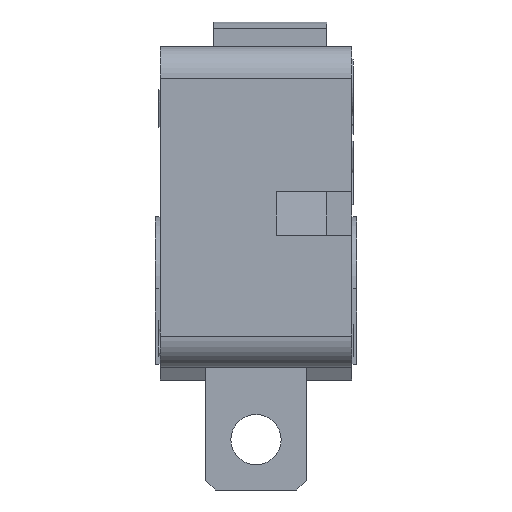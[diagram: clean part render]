
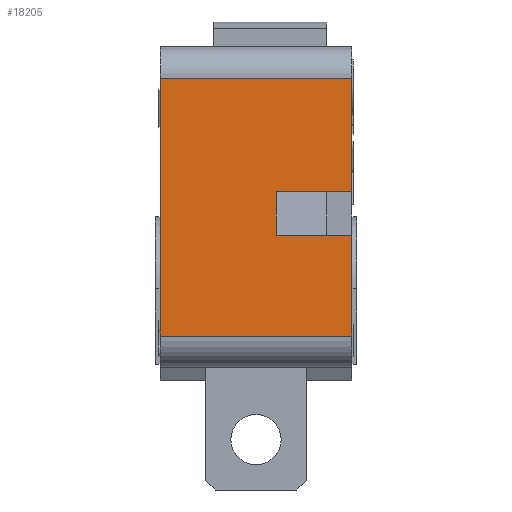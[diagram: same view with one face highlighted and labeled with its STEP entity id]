
A CAD part, left-side view. The second image highlights one B-rep face of the part: STEP entity #18205.
In plain terms, the highlighted planar face has unit normal (-1, 0, 0).
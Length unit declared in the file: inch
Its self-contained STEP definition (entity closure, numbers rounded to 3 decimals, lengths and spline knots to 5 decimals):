
#1112=CARTESIAN_POINT('',(-0.20079,-0.24016,0.12205));
#1113=VERTEX_POINT('',#1112);
#1120=CARTESIAN_POINT('',(-0.20079,-0.14567,0.12205));
#1121=VERTEX_POINT('',#1120);
#1122=CARTESIAN_POINT('',(-0.20079,-0.14567,0.12205));
#1123=DIRECTION('',(0.0,-1.0,0.0));
#1124=VECTOR('',#1123,0.09449);
#1125=LINE('',#1122,#1124);
#1126=EDGE_CURVE('',#1121,#1113,#1125,.T.);
#14785=CARTESIAN_POINT('',(-0.20079,-0.24016,0.06693));
#14786=VERTEX_POINT('',#14785);
#14793=CARTESIAN_POINT('',(-0.20079,-0.24016,-0.05906));
#14794=VERTEX_POINT('',#14793);
#14795=CARTESIAN_POINT('',(-0.20079,-0.24016,-0.05906));
#14796=DIRECTION('',(0.0,0.0,1.0));
#14797=VECTOR('',#14796,0.12598);
#14798=LINE('',#14795,#14797);
#14799=EDGE_CURVE('',#14794,#14786,#14798,.T.);
#14955=CARTESIAN_POINT('',(-0.20079,-0.24016,0.26378));
#14956=VERTEX_POINT('',#14955);
#14964=CARTESIAN_POINT('',(-0.20079,-0.24016,0.12205));
#14965=DIRECTION('',(0.0,0.0,1.0));
#14966=VECTOR('',#14965,0.14173);
#14967=LINE('',#14964,#14966);
#14968=EDGE_CURVE('',#1113,#14956,#14967,.T.);
#15718=CARTESIAN_POINT('',(-0.20079,-0.14567,0.06693));
#15719=VERTEX_POINT('',#15718);
#15728=CARTESIAN_POINT('',(-0.20079,-0.24016,0.06693));
#15729=DIRECTION('',(0.0,1.0,0.0));
#15730=VECTOR('',#15729,0.09449);
#15731=LINE('',#15728,#15730);
#15732=EDGE_CURVE('',#14786,#15719,#15731,.T.);
#16447=CARTESIAN_POINT('',(-0.20079,0.0,-0.05906));
#16448=VERTEX_POINT('',#16447);
#16456=CARTESIAN_POINT('',(-0.20079,0.0,0.26378));
#16457=VERTEX_POINT('',#16456);
#16458=CARTESIAN_POINT('',(-0.20079,0.0,0.26378));
#16459=DIRECTION('',(0.0,0.0,-1.0));
#16460=VECTOR('',#16459,0.32283);
#16461=LINE('',#16458,#16460);
#16462=EDGE_CURVE('',#16457,#16448,#16461,.T.);
#18169=CARTESIAN_POINT('',(-0.20079,-0.14567,0.06693));
#18170=DIRECTION('',(0.0,0.0,1.0));
#18171=VECTOR('',#18170,0.05512);
#18172=LINE('',#18169,#18171);
#18173=EDGE_CURVE('',#15719,#1121,#18172,.T.);
#18180=CARTESIAN_POINT('',(-0.20079,-0.25217,-0.0752));
#18181=DIRECTION('',(-1.0,0.0,0.0));
#18182=DIRECTION('',(0.0,0.0,1.0));
#18183=AXIS2_PLACEMENT_3D('',#18180,#18181,#18182);
#18184=PLANE('',#18183);
#18185=ORIENTED_EDGE('',*,*,#16462,.T.);
#18186=CARTESIAN_POINT('',(-0.20079,-0.24016,-0.05906));
#18187=DIRECTION('',(0.0,1.0,0.0));
#18188=VECTOR('',#18187,0.24016);
#18189=LINE('',#18186,#18188);
#18190=EDGE_CURVE('',#14794,#16448,#18189,.T.);
#18191=ORIENTED_EDGE('',*,*,#18190,.F.);
#18192=ORIENTED_EDGE('',*,*,#14799,.T.);
#18193=ORIENTED_EDGE('',*,*,#15732,.T.);
#18194=ORIENTED_EDGE('',*,*,#18173,.T.);
#18195=ORIENTED_EDGE('',*,*,#1126,.T.);
#18196=ORIENTED_EDGE('',*,*,#14968,.T.);
#18197=CARTESIAN_POINT('',(-0.20079,-0.24016,0.26378));
#18198=DIRECTION('',(0.0,1.0,0.0));
#18199=VECTOR('',#18198,0.24016);
#18200=LINE('',#18197,#18199);
#18201=EDGE_CURVE('',#14956,#16457,#18200,.T.);
#18202=ORIENTED_EDGE('',*,*,#18201,.T.);
#18203=EDGE_LOOP('',(#18185,#18191,#18192,#18193,#18194,#18195,#18196,#18202));
#18204=FACE_OUTER_BOUND('',#18203,.T.);
#18205=ADVANCED_FACE('',(#18204),#18184,.T.);
